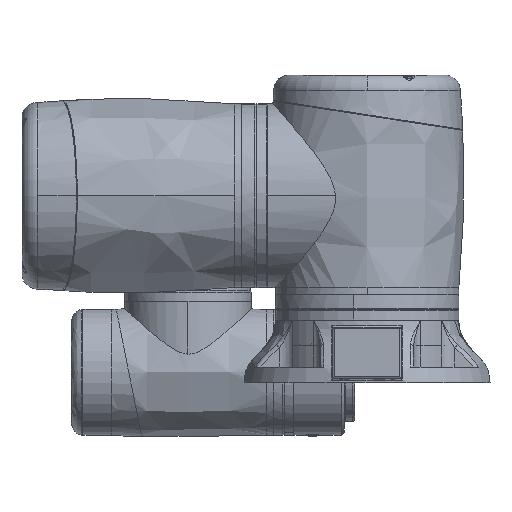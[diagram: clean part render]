
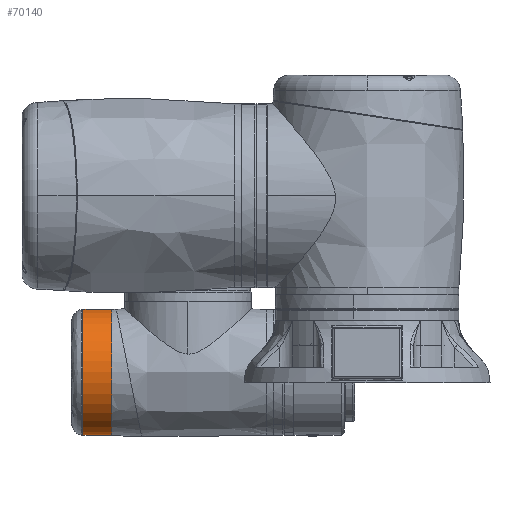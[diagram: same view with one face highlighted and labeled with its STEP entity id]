
A CAD part, left-side view. The second image highlights one B-rep face of the part: STEP entity #70140.
In plain terms, the highlighted cylindrical face has radius 40.5 mm (diameter 81 mm), a partial arc.
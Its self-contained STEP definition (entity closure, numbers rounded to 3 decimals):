
#3064 = AXIS2_PLACEMENT_3D ( 'NONE', #15616, #62275, #22370 ) ;
#3426 = EDGE_CURVE ( 'NONE', #52177, #44979, #3532, .T. ) ;
#3532 = CIRCLE ( 'NONE', #63022, 40.5 ) ;
#3591 = DIRECTION ( 'NONE',  ( 0., -1., 0. ) ) ;
#3824 = ORIENTED_EDGE ( 'NONE', *, *, #40086, .T. ) ;
#7285 = CARTESIAN_POINT ( 'NONE',  ( 40.5, 135.5, 0. ) ) ;
#7479 = FACE_OUTER_BOUND ( 'NONE', #84181, .T. ) ;
#11566 = CARTESIAN_POINT ( 'NONE',  ( 40.5, 117., 0. ) ) ;
#12874 = VECTOR ( 'NONE', #86272, 1000. ) ;
#13043 = CIRCLE ( 'NONE', #17113, 40.5 ) ;
#14964 = LINE ( 'NONE', #59476, #12874 ) ;
#15616 = CARTESIAN_POINT ( 'NONE',  ( 0., 117., 0. ) ) ;
#17113 = AXIS2_PLACEMENT_3D ( 'NONE', #38364, #85015, #45066 ) ;
#18614 = CIRCLE ( 'NONE', #3064, 40.5 ) ;
#20617 = ORIENTED_EDGE ( 'NONE', *, *, #76984, .F. ) ;
#22370 = DIRECTION ( 'NONE',  ( -1., 0., 0. ) ) ;
#28467 = CARTESIAN_POINT ( 'NONE',  ( -40.5, 135.5, 0. ) ) ;
#28575 = DIRECTION ( 'NONE',  ( -1., 0., 0. ) ) ;
#32319 = VERTEX_POINT ( 'NONE', #11566 ) ;
#34980 = DIRECTION ( 'NONE',  ( 0., -1., 0. ) ) ;
#38364 = CARTESIAN_POINT ( 'NONE',  ( 0., 135.5, 0. ) ) ;
#39052 = ORIENTED_EDGE ( 'NONE', *, *, #3426, .T. ) ;
#40086 = EDGE_CURVE ( 'NONE', #47483, #47233, #14964, .T. ) ;
#40911 = CYLINDRICAL_SURFACE ( 'NONE', #72594, 40.5 ) ;
#43605 = CARTESIAN_POINT ( 'NONE',  ( 0., 135.5, 0. ) ) ;
#44979 = VERTEX_POINT ( 'NONE', #54954 ) ;
#45042 = EDGE_CURVE ( 'NONE', #32319, #47233, #18614, .T. ) ;
#45066 = DIRECTION ( 'NONE',  ( 0., 0., 1. ) ) ;
#47233 = VERTEX_POINT ( 'NONE', #52061 ) ;
#47483 = VERTEX_POINT ( 'NONE', #28467 ) ;
#48547 = LINE ( 'NONE', #81376, #84045 ) ;
#50288 = DIRECTION ( 'NONE',  ( 0., 0., 1. ) ) ;
#52061 = CARTESIAN_POINT ( 'NONE',  ( -40.5, 117., 0. ) ) ;
#52177 = VERTEX_POINT ( 'NONE', #7285 ) ;
#54954 = CARTESIAN_POINT ( 'NONE',  ( 0., 135.5, 40.5 ) ) ;
#55343 = DIRECTION ( 'NONE',  ( 0., -1., 0. ) ) ;
#59329 = EDGE_CURVE ( 'NONE', #44979, #47483, #13043, .T. ) ;
#59476 = CARTESIAN_POINT ( 'NONE',  ( -40.5, 8.5, 0. ) ) ;
#60247 = ORIENTED_EDGE ( 'NONE', *, *, #59329, .T. ) ;
#62275 = DIRECTION ( 'NONE',  ( 0., -1., 0. ) ) ;
#63022 = AXIS2_PLACEMENT_3D ( 'NONE', #43605, #3591, #50288 ) ;
#70140 = ADVANCED_FACE ( 'NONE', ( #7479 ), #40911, .T. ) ;
#72594 = AXIS2_PLACEMENT_3D ( 'NONE', #81910, #55343, #28575 ) ;
#76984 = EDGE_CURVE ( 'NONE', #52177, #32319, #48547, .T. ) ;
#81376 = CARTESIAN_POINT ( 'NONE',  ( 40.5, 8.5, 0. ) ) ;
#81910 = CARTESIAN_POINT ( 'NONE',  ( 0., 8.5, 0. ) ) ;
#83803 = ORIENTED_EDGE ( 'NONE', *, *, #45042, .F. ) ;
#84045 = VECTOR ( 'NONE', #34980, 1000. ) ;
#84181 = EDGE_LOOP ( 'NONE', ( #20617, #39052, #60247, #3824, #83803 ) ) ;
#85015 = DIRECTION ( 'NONE',  ( 0., -1., 0. ) ) ;
#86272 = DIRECTION ( 'NONE',  ( 0., -1., 0. ) ) ;
